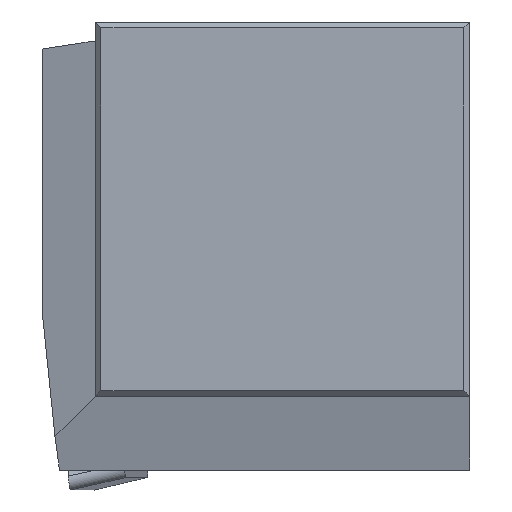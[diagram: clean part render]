
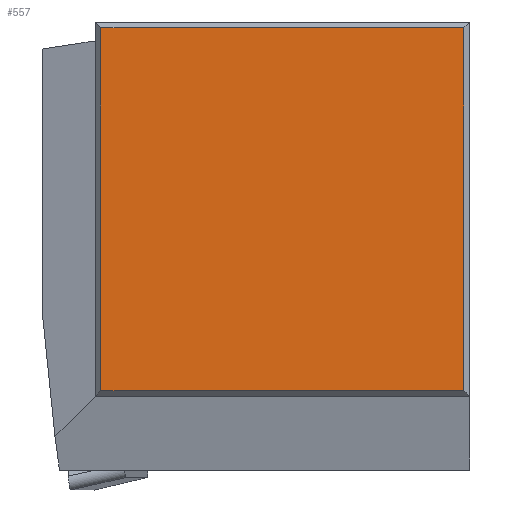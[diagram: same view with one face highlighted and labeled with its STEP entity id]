
A CAD part, left-side view. The second image highlights one B-rep face of the part: STEP entity #557.
In plain terms, the highlighted face is planar.
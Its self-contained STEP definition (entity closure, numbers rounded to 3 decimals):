
#112=DIRECTION('',(-1.,0.,0.));
#113=VECTOR('',#112,31.);
#114=CARTESIAN_POINT('',(-0.5,31.5,0.));
#115=LINE('',#114,#113);
#119=DIRECTION('',(0.,1.,0.));
#120=VECTOR('',#119,31.);
#121=CARTESIAN_POINT('',(-0.5,0.5,0.));
#122=LINE('',#121,#120);
#126=DIRECTION('',(1.,0.,0.));
#127=VECTOR('',#126,31.);
#128=CARTESIAN_POINT('',(-31.5,0.5,0.));
#129=LINE('',#128,#127);
#133=DIRECTION('',(0.,-1.,0.));
#134=VECTOR('',#133,31.);
#135=CARTESIAN_POINT('',(-31.5,31.5,0.));
#136=LINE('',#135,#134);
#488=CARTESIAN_POINT('',(-0.5,31.5,0.));
#489=CARTESIAN_POINT('',(-31.5,31.5,0.));
#490=VERTEX_POINT('',#488);
#491=VERTEX_POINT('',#489);
#498=CARTESIAN_POINT('',(-0.5,0.5,0.));
#499=VERTEX_POINT('',#498);
#502=CARTESIAN_POINT('',(-31.5,0.5,0.));
#503=VERTEX_POINT('',#502);
#542=CARTESIAN_POINT('',(0.,0.,0.));
#543=DIRECTION('',(0.,0.,-1.));
#544=DIRECTION('',(0.,1.,0.));
#545=AXIS2_PLACEMENT_3D('',#542,#543,#544);
#546=PLANE('',#545);
#548=ORIENTED_EDGE('',*,*,#547,.F.);
#550=ORIENTED_EDGE('',*,*,#549,.F.);
#552=ORIENTED_EDGE('',*,*,#551,.F.);
#554=ORIENTED_EDGE('',*,*,#553,.F.);
#555=EDGE_LOOP('',(#548,#550,#552,#554));
#556=FACE_OUTER_BOUND('',#555,.F.);
#547=EDGE_CURVE('',#490,#491,#115,.T.);
#549=EDGE_CURVE('',#499,#490,#122,.T.);
#551=EDGE_CURVE('',#503,#499,#129,.T.);
#553=EDGE_CURVE('',#491,#503,#136,.T.);
#557=ADVANCED_FACE('',(#556),#546,.F.);
